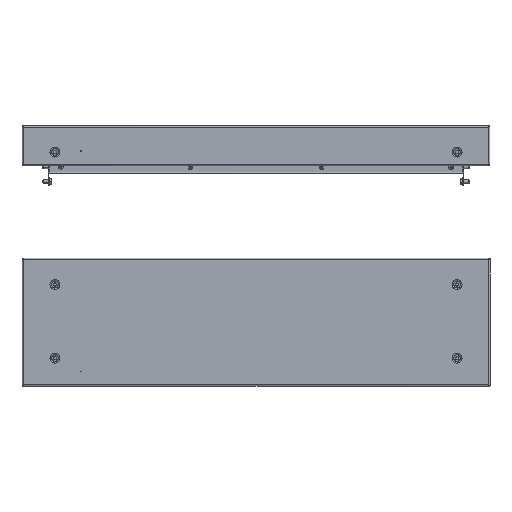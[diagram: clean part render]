
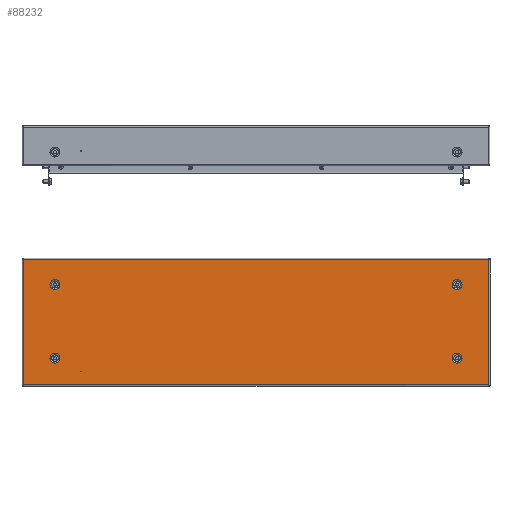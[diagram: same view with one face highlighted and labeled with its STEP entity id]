
A CAD part, top view. The second image highlights one B-rep face of the part: STEP entity #88232.
In plain terms, the highlighted planar face has unit normal (0, 0, 1).
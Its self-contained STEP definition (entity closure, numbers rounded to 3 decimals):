
#610 = FACE_BOUND ( 'NONE', #26319, .T. ) ;
#1044 = CARTESIAN_POINT ( 'NONE',  ( -341.5, 72.443, 0. ) ) ;
#1281 = EDGE_CURVE ( 'NONE', #106042, #80977, #55870, .T. ) ;
#1402 = AXIS2_PLACEMENT_3D ( 'NONE', #63407, #28367, #1661 ) ;
#1661 = DIRECTION ( 'NONE',  ( -1., 0., 0. ) ) ;
#3147 = CIRCLE ( 'NONE', #107493, 8.443 ) ;
#3386 = AXIS2_PLACEMENT_3D ( 'NONE', #86797, #42998, #42222 ) ;
#3545 = AXIS2_PLACEMENT_3D ( 'NONE', #41396, #40651, #57977 ) ;
#6587 = CARTESIAN_POINT ( 'NONE',  ( 341.5, 64., 0. ) ) ;
#7592 = CARTESIAN_POINT ( 'NONE',  ( 395.1, -107.529, 0. ) ) ;
#8311 = AXIS2_PLACEMENT_3D ( 'NONE', #6587, #51491, #76534 ) ;
#8794 = FACE_BOUND ( 'NONE', #76831, .T. ) ;
#10217 = ORIENTED_EDGE ( 'NONE', *, *, #17361, .T. ) ;
#10605 = ORIENTED_EDGE ( 'NONE', *, *, #89584, .F. ) ;
#10608 = CARTESIAN_POINT ( 'NONE',  ( -396.029, -106.6, 0. ) ) ;
#11339 = ORIENTED_EDGE ( 'NONE', *, *, #80108, .T. ) ;
#12956 = VERTEX_POINT ( 'NONE', #21245 ) ;
#13308 = ORIENTED_EDGE ( 'NONE', *, *, #67179, .F. ) ;
#13820 = ORIENTED_EDGE ( 'NONE', *, *, #75559, .F. ) ;
#13916 = CARTESIAN_POINT ( 'NONE',  ( 341.5, -69.443, 0. ) ) ;
#17361 = EDGE_CURVE ( 'NONE', #56943, #34610, #76720, .T. ) ;
#17886 = VERTEX_POINT ( 'NONE', #34728 ) ;
#21245 = CARTESIAN_POINT ( 'NONE',  ( 395.1, -106.6, 0. ) ) ;
#21423 = DIRECTION ( 'NONE',  ( 0., 1., 0. ) ) ;
#22075 = DIRECTION ( 'NONE',  ( 0., 1., 0. ) ) ;
#23115 = CIRCLE ( 'NONE', #46302, 8.443 ) ;
#23121 = AXIS2_PLACEMENT_3D ( 'NONE', #31544, #110382, #23825 ) ;
#23825 = DIRECTION ( 'NONE',  ( 1., 0., 0. ) ) ;
#24204 = LINE ( 'NONE', #106004, #32526 ) ;
#24816 = DIRECTION ( 'NONE',  ( 0., 1., 0. ) ) ;
#25316 = CIRCLE ( 'NONE', #1402, 0.5 ) ;
#26319 = EDGE_LOOP ( 'NONE', ( #10217, #11339 ) ) ;
#28367 = DIRECTION ( 'NONE',  ( 0., 0., -1. ) ) ;
#28644 = CARTESIAN_POINT ( 'NONE',  ( 396.029, 106.6, 0. ) ) ;
#29477 = CARTESIAN_POINT ( 'NONE',  ( -297.5, -84., 0. ) ) ;
#31544 = CARTESIAN_POINT ( 'NONE',  ( 0., 0., 0. ) ) ;
#31686 = CARTESIAN_POINT ( 'NONE',  ( 341.5, 72.443, 0. ) ) ;
#32465 = DIRECTION ( 'NONE',  ( 0., 1., 0. ) ) ;
#32526 = VECTOR ( 'NONE', #104512, 1000. ) ;
#33794 = CARTESIAN_POINT ( 'NONE',  ( -395.1, 106.6, 0. ) ) ;
#34373 = CARTESIAN_POINT ( 'NONE',  ( 341.5, -52.557, 0. ) ) ;
#34610 = VERTEX_POINT ( 'NONE', #98610 ) ;
#34703 = VERTEX_POINT ( 'NONE', #13916 ) ;
#34728 = CARTESIAN_POINT ( 'NONE',  ( -395.1, -106.6, 0. ) ) ;
#36187 = FACE_BOUND ( 'NONE', #93025, .T. ) ;
#36689 = EDGE_CURVE ( 'NONE', #12956, #108859, #85858, .T. ) ;
#36931 = VERTEX_POINT ( 'NONE', #1044 ) ;
#40383 = CIRCLE ( 'NONE', #53574, 8.443 ) ;
#40651 = DIRECTION ( 'NONE',  ( 0., 0., 1. ) ) ;
#41396 = CARTESIAN_POINT ( 'NONE',  ( -341.5, -61., 0. ) ) ;
#41580 = ORIENTED_EDGE ( 'NONE', *, *, #81040, .F. ) ;
#41837 = EDGE_CURVE ( 'NONE', #60822, #36931, #102402, .T. ) ;
#42222 = DIRECTION ( 'NONE',  ( 0., 1., 0. ) ) ;
#42681 = AXIS2_PLACEMENT_3D ( 'NONE', #76312, #112045, #32465 ) ;
#42998 = DIRECTION ( 'NONE',  ( 0., 0., 1. ) ) ;
#44846 = EDGE_CURVE ( 'NONE', #57573, #17886, #24204, .T. ) ;
#46302 = AXIS2_PLACEMENT_3D ( 'NONE', #64927, #56478, #21423 ) ;
#47178 = CARTESIAN_POINT ( 'NONE',  ( -341.5, -52.557, 0. ) ) ;
#47501 = DIRECTION ( 'NONE',  ( -1., 0., 0. ) ) ;
#51452 = CARTESIAN_POINT ( 'NONE',  ( 395.1, 106.6, 0. ) ) ;
#51491 = DIRECTION ( 'NONE',  ( 0., 0., 1. ) ) ;
#52005 = CARTESIAN_POINT ( 'NONE',  ( -341.5, -69.443, 0. ) ) ;
#52777 = FACE_OUTER_BOUND ( 'NONE', #54315, .T. ) ;
#53152 = ORIENTED_EDGE ( 'NONE', *, *, #1281, .F. ) ;
#53574 = AXIS2_PLACEMENT_3D ( 'NONE', #68122, #103914, #85798 ) ;
#54315 = EDGE_LOOP ( 'NONE', ( #103929, #64145, #57055, #113751 ) ) ;
#55870 = CIRCLE ( 'NONE', #3386, 8.443 ) ;
#56063 = CIRCLE ( 'NONE', #8311, 8.443 ) ;
#56478 = DIRECTION ( 'NONE',  ( 0., 0., 1. ) ) ;
#56943 = VERTEX_POINT ( 'NONE', #57824 ) ;
#57055 = ORIENTED_EDGE ( 'NONE', *, *, #36689, .T. ) ;
#57062 = VECTOR ( 'NONE', #89453, 1000. ) ;
#57573 = VERTEX_POINT ( 'NONE', #33794 ) ;
#57824 = CARTESIAN_POINT ( 'NONE',  ( -298., -84., 0. ) ) ;
#57977 = DIRECTION ( 'NONE',  ( 0., 1., 0. ) ) ;
#60674 = CIRCLE ( 'NONE', #42681, 8.443 ) ;
#60822 = VERTEX_POINT ( 'NONE', #69927 ) ;
#61861 = CIRCLE ( 'NONE', #3545, 8.443 ) ;
#62329 = ORIENTED_EDGE ( 'NONE', *, *, #65656, .F. ) ;
#63407 = CARTESIAN_POINT ( 'NONE',  ( -297.5, -84., 0. ) ) ;
#64145 = ORIENTED_EDGE ( 'NONE', *, *, #93594, .T. ) ;
#64757 = EDGE_CURVE ( 'NONE', #74815, #34703, #40383, .T. ) ;
#64927 = CARTESIAN_POINT ( 'NONE',  ( -341.5, -61., 0. ) ) ;
#65155 = EDGE_LOOP ( 'NONE', ( #41580, #102183 ) ) ;
#65656 = EDGE_CURVE ( 'NONE', #34703, #74815, #3147, .T. ) ;
#66788 = VERTEX_POINT ( 'NONE', #52005 ) ;
#67179 = EDGE_CURVE ( 'NONE', #80977, #106042, #56063, .T. ) ;
#67891 = FACE_BOUND ( 'NONE', #88105, .T. ) ;
#68122 = CARTESIAN_POINT ( 'NONE',  ( 341.5, -61., 0. ) ) ;
#69112 = CARTESIAN_POINT ( 'NONE',  ( 341.5, 55.557, 0. ) ) ;
#69927 = CARTESIAN_POINT ( 'NONE',  ( -341.5, 55.557, 0. ) ) ;
#74300 = EDGE_CURVE ( 'NONE', #108859, #57573, #88473, .T. ) ;
#74815 = VERTEX_POINT ( 'NONE', #34373 ) ;
#74852 = CARTESIAN_POINT ( 'NONE',  ( 341.5, -61., 0. ) ) ;
#75559 = EDGE_CURVE ( 'NONE', #66788, #103048, #23115, .T. ) ;
#75657 = DIRECTION ( 'NONE',  ( 0., 1., 0. ) ) ;
#76312 = CARTESIAN_POINT ( 'NONE',  ( -341.5, 64., 0. ) ) ;
#76534 = DIRECTION ( 'NONE',  ( 0., 1., 0. ) ) ;
#76720 = CIRCLE ( 'NONE', #93876, 0.5 ) ;
#76831 = EDGE_LOOP ( 'NONE', ( #13308, #53152 ) ) ;
#80108 = EDGE_CURVE ( 'NONE', #34610, #56943, #25316, .T. ) ;
#80488 = LINE ( 'NONE', #10608, #57062 ) ;
#80977 = VERTEX_POINT ( 'NONE', #31686 ) ;
#81040 = EDGE_CURVE ( 'NONE', #36931, #60822, #60674, .T. ) ;
#82956 = DIRECTION ( 'NONE',  ( 0., 0., 1. ) ) ;
#84234 = PLANE ( 'NONE',  #23121 ) ;
#84373 = VECTOR ( 'NONE', #47501, 1000. ) ;
#85798 = DIRECTION ( 'NONE',  ( 0., 1., 0. ) ) ;
#85858 = LINE ( 'NONE', #7592, #101002 ) ;
#86797 = CARTESIAN_POINT ( 'NONE',  ( 341.5, 64., 0. ) ) ;
#88105 = EDGE_LOOP ( 'NONE', ( #88132, #62329 ) ) ;
#88132 = ORIENTED_EDGE ( 'NONE', *, *, #64757, .F. ) ;
#88232 = ADVANCED_FACE ( 'NONE', ( #610, #67891, #36187, #8794, #106400, #52777 ), #84234, .T. ) ;
#88473 = LINE ( 'NONE', #28644, #84373 ) ;
#89453 = DIRECTION ( 'NONE',  ( 1., 0., 0. ) ) ;
#89584 = EDGE_CURVE ( 'NONE', #103048, #66788, #61861, .T. ) ;
#93025 = EDGE_LOOP ( 'NONE', ( #10605, #13820 ) ) ;
#93594 = EDGE_CURVE ( 'NONE', #17886, #12956, #80488, .T. ) ;
#93876 = AXIS2_PLACEMENT_3D ( 'NONE', #29477, #102641, #102263 ) ;
#98610 = CARTESIAN_POINT ( 'NONE',  ( -297., -84., 0. ) ) ;
#100647 = CARTESIAN_POINT ( 'NONE',  ( -341.5, 64., 0. ) ) ;
#101002 = VECTOR ( 'NONE', #24816, 1000. ) ;
#101739 = DIRECTION ( 'NONE',  ( 0., 0., 1. ) ) ;
#102183 = ORIENTED_EDGE ( 'NONE', *, *, #41837, .F. ) ;
#102263 = DIRECTION ( 'NONE',  ( -1., 0., 0. ) ) ;
#102402 = CIRCLE ( 'NONE', #112065, 8.443 ) ;
#102641 = DIRECTION ( 'NONE',  ( 0., 0., -1. ) ) ;
#103048 = VERTEX_POINT ( 'NONE', #47178 ) ;
#103914 = DIRECTION ( 'NONE',  ( 0., 0., 1. ) ) ;
#103929 = ORIENTED_EDGE ( 'NONE', *, *, #44846, .T. ) ;
#104512 = DIRECTION ( 'NONE',  ( 0., -1., 0. ) ) ;
#106004 = CARTESIAN_POINT ( 'NONE',  ( -395.1, 107.529, 0. ) ) ;
#106042 = VERTEX_POINT ( 'NONE', #69112 ) ;
#106400 = FACE_BOUND ( 'NONE', #65155, .T. ) ;
#107493 = AXIS2_PLACEMENT_3D ( 'NONE', #74852, #101739, #22075 ) ;
#108859 = VERTEX_POINT ( 'NONE', #51452 ) ;
#110382 = DIRECTION ( 'NONE',  ( 0., 0., 1. ) ) ;
#112045 = DIRECTION ( 'NONE',  ( 0., 0., 1. ) ) ;
#112065 = AXIS2_PLACEMENT_3D ( 'NONE', #100647, #82956, #75657 ) ;
#113751 = ORIENTED_EDGE ( 'NONE', *, *, #74300, .T. ) ;
